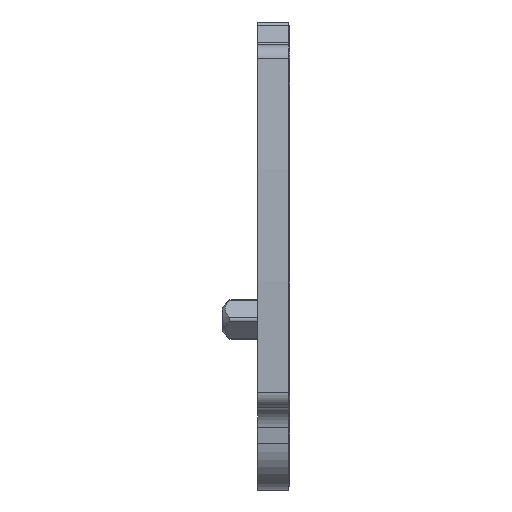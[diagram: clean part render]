
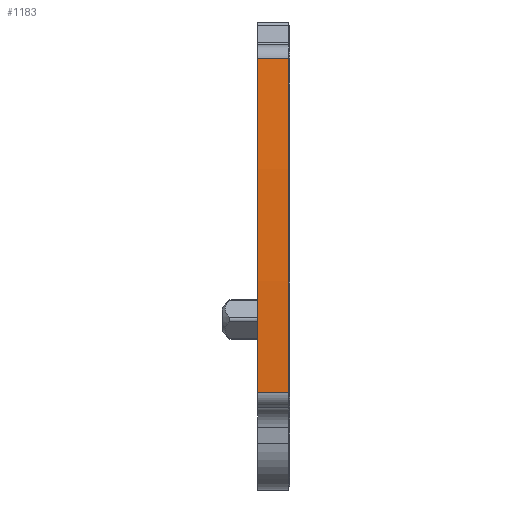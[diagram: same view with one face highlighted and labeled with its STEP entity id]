
A CAD part, front view. The second image highlights one B-rep face of the part: STEP entity #1183.
In plain terms, the highlighted cylindrical face has radius 154.9 mm (diameter 309.8 mm), a partial arc.
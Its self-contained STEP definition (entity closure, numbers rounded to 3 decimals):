
#803=AXIS2_PLACEMENT_3D('Circle Axis2P3D',#801,#802,$) ;
#1163=AXIS2_PLACEMENT_3D('Cylinder Axis2P3D',#1160,#1161,#1162) ;
#1167=AXIS2_PLACEMENT_3D('Circle Axis2P3D',#1165,#1166,$) ;
#798=CARTESIAN_POINT('Vertex',(4.35,1.075,28.218)) ;
#801=CARTESIAN_POINT('Axis2P3D Location',(4.35,154.9,10.)) ;
#805=CARTESIAN_POINT('Vertex',(4.35,0.042,6.377)) ;
#1145=CARTESIAN_POINT('Vertex',(2.3,1.075,28.218)) ;
#1148=CARTESIAN_POINT('Line Origine',(3.35,1.075,28.218)) ;
#1160=CARTESIAN_POINT('Axis2P3D Location',(3.35,154.9,10.)) ;
#1165=CARTESIAN_POINT('Axis2P3D Location',(2.3,154.9,10.)) ;
#1169=CARTESIAN_POINT('Vertex',(2.3,0.042,6.377)) ;
#1172=CARTESIAN_POINT('Line Origine',(3.35,0.042,6.377)) ;
#802=DIRECTION('Axis2P3D Direction',(1.,0.,0.)) ;
#1149=DIRECTION('Vector Direction',(1.,0.,0.)) ;
#1161=DIRECTION('Axis2P3D Direction',(1.,0.,0.)) ;
#1162=DIRECTION('Axis2P3D XDirection',(0.,-0.993,0.118)) ;
#1166=DIRECTION('Axis2P3D Direction',(1.,0.,0.)) ;
#1173=DIRECTION('Vector Direction',(1.,0.,0.)) ;
#1150=VECTOR('Line Direction',#1149,1.) ;
#1174=VECTOR('Line Direction',#1173,1.) ;
#1178=ORIENTED_EDGE('',*,*,#1152,.F.) ;
#1179=ORIENTED_EDGE('',*,*,#1171,.T.) ;
#1180=ORIENTED_EDGE('',*,*,#1176,.T.) ;
#1181=ORIENTED_EDGE('',*,*,#807,.T.) ;
#1183=ADVANCED_FACE('SEP PGTB_2.5_4C-2',(#1182),#1164,.T.) ;
#804=CIRCLE('generated circle',#803,154.9) ;
#1168=CIRCLE('generated circle',#1167,154.9) ;
#1164=CYLINDRICAL_SURFACE('generated cylinder',#1163,154.9) ;
#807=EDGE_CURVE('',#806,#799,#804,.F.) ;
#1152=EDGE_CURVE('',#1146,#799,#1151,.T.) ;
#1171=EDGE_CURVE('',#1146,#1170,#1168,.T.) ;
#1176=EDGE_CURVE('',#1170,#806,#1175,.T.) ;
#1177=EDGE_LOOP('',(#1178,#1179,#1180,#1181)) ;
#1182=FACE_OUTER_BOUND('',#1177,.T.) ;
#1151=LINE('Line',#1148,#1150) ;
#1175=LINE('Line',#1172,#1174) ;
#799=VERTEX_POINT('',#798) ;
#806=VERTEX_POINT('',#805) ;
#1146=VERTEX_POINT('',#1145) ;
#1170=VERTEX_POINT('',#1169) ;
